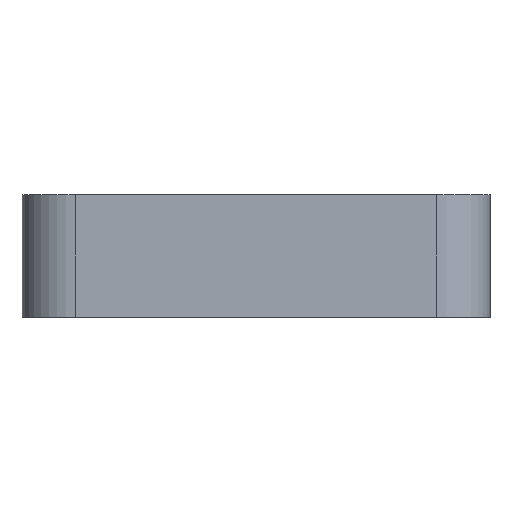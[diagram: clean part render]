
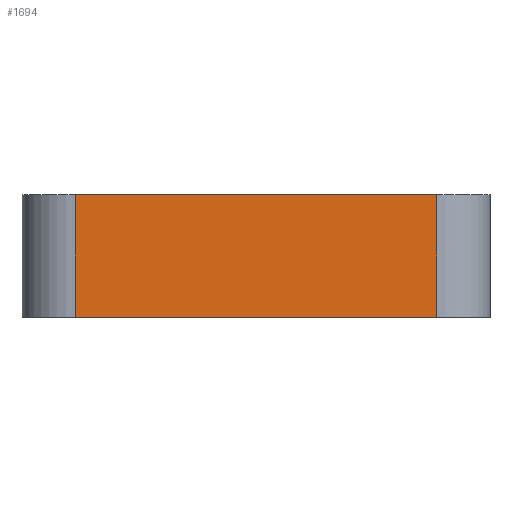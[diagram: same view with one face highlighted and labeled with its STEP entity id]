
A CAD part, front view. The second image highlights one B-rep face of the part: STEP entity #1694.
In plain terms, the highlighted planar face has unit normal (0, -1, 0).
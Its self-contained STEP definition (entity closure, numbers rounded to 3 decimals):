
#99=ORIENTED_EDGE('',*,*,#465,.F.);
#100=ORIENTED_EDGE('',*,*,#466,.T.);
#101=ORIENTED_EDGE('',*,*,#467,.T.);
#102=ORIENTED_EDGE('',*,*,#468,.T.);
#465=EDGE_CURVE('',#648,#649,#770,.T.);
#466=EDGE_CURVE('',#648,#650,#771,.T.);
#467=EDGE_CURVE('',#650,#651,#772,.T.);
#468=EDGE_CURVE('',#651,#649,#773,.F.);
#648=VERTEX_POINT('',#2146);
#649=VERTEX_POINT('',#2147);
#650=VERTEX_POINT('',#2149);
#651=VERTEX_POINT('',#2151);
#770=LINE('',#2145,#907);
#771=LINE('',#2148,#908);
#772=LINE('',#2150,#909);
#773=LINE('',#2152,#910);
#907=VECTOR('',#1859,1000.);
#908=VECTOR('',#1860,1000.);
#909=VECTOR('',#1861,1000.);
#910=VECTOR('',#1862,1000.);
#1027=EDGE_LOOP('',(#99,#100,#101,#102));
#1098=FACE_BOUND('',#1027,.T.);
#1169=PLANE('',#1766);
#1694=ADVANCED_FACE('',(#1098),#1169,.F.);
#1766=AXIS2_PLACEMENT_3D('',#2144,#1857,#1858);
#1857=DIRECTION('',(0.,1.,0.));
#1858=DIRECTION('',(-1.,0.,0.));
#1859=DIRECTION('',(1.,0.,0.));
#1860=DIRECTION('',(0.,0.,-1.));
#1861=DIRECTION('',(1.,0.,0.));
#1862=DIRECTION('',(0.,0.,-1.));
#2144=CARTESIAN_POINT('',(-2.2,-2.1,1.2));
#2145=CARTESIAN_POINT('',(0.,-2.1,1.15));
#2146=CARTESIAN_POINT('',(-1.7,-2.1,1.15));
#2147=CARTESIAN_POINT('',(1.7,-2.1,1.15));
#2148=CARTESIAN_POINT('',(-1.7,-2.1,1.2));
#2149=CARTESIAN_POINT('',(-1.7,-2.1,0.));
#2150=CARTESIAN_POINT('',(-2.2,-2.1,0.));
#2151=CARTESIAN_POINT('',(1.7,-2.1,0.));
#2152=CARTESIAN_POINT('',(1.7,-2.1,1.2));
